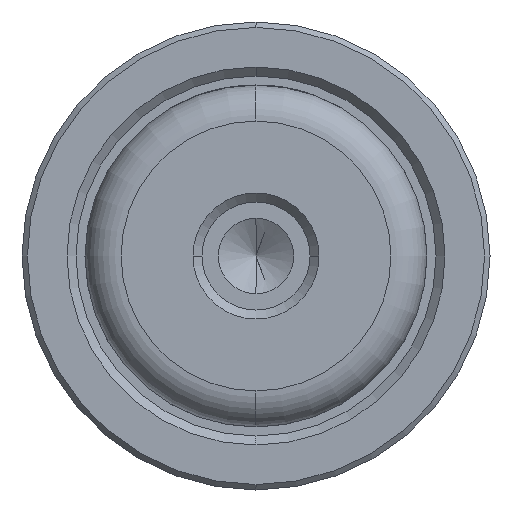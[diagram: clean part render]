
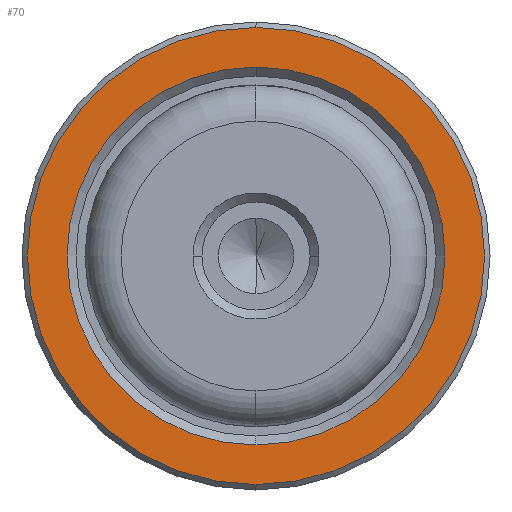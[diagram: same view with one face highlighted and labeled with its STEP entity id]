
A CAD part, left-side view. The second image highlights one B-rep face of the part: STEP entity #70.
In plain terms, the highlighted planar face has unit normal (-1, 0, 0).
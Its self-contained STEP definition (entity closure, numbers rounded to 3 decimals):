
#70 = ADVANCED_FACE ( 'NONE', ( #2197, #1761 ), #1396, .T. ) ;
#87 = CIRCLE ( 'NONE', #154, 12.7 ) ;
#154 = AXIS2_PLACEMENT_3D ( 'NONE', #1424, #332, #1601 ) ;
#169 = DIRECTION ( 'NONE',  ( -1., 0., 0. ) ) ;
#199 = EDGE_CURVE ( 'NONE', #1427, #2145, #87, .T. ) ;
#232 = CIRCLE ( 'NONE', #590, 12.7 ) ;
#332 = DIRECTION ( 'NONE',  ( -1., 0., 0. ) ) ;
#338 = CARTESIAN_POINT ( 'NONE',  ( 20., 0., -12.7 ) ) ;
#398 = AXIS2_PLACEMENT_3D ( 'NONE', #869, #2151, #1060 ) ;
#401 = ORIENTED_EDGE ( 'NONE', *, *, #1478, .T. ) ;
#476 = DIRECTION ( 'NONE',  ( -1., 0., 0. ) ) ;
#489 = DIRECTION ( 'NONE',  ( 1., 0., 0. ) ) ;
#520 = AXIS2_PLACEMENT_3D ( 'NONE', #1587, #489, #1765 ) ;
#590 = AXIS2_PLACEMENT_3D ( 'NONE', #1264, #169, #1447 ) ;
#601 = EDGE_LOOP ( 'NONE', ( #1159, #401 ) ) ;
#611 = VERTEX_POINT ( 'NONE', #1877 ) ;
#869 = CARTESIAN_POINT ( 'NONE',  ( 20., 0., 0. ) ) ;
#897 = ORIENTED_EDGE ( 'NONE', *, *, #1166, .T. ) ;
#1060 = DIRECTION ( 'NONE',  ( 0., 0., -1. ) ) ;
#1112 = VERTEX_POINT ( 'NONE', #1713 ) ;
#1159 = ORIENTED_EDGE ( 'NONE', *, *, #199, .T. ) ;
#1166 = EDGE_CURVE ( 'NONE', #1112, #611, #1647, .T. ) ;
#1218 = EDGE_CURVE ( 'NONE', #611, #1112, #2022, .T. ) ;
#1264 = CARTESIAN_POINT ( 'NONE',  ( 20., 0., 0. ) ) ;
#1396 = PLANE ( 'NONE',  #2282 ) ;
#1424 = CARTESIAN_POINT ( 'NONE',  ( 20., 0., 0. ) ) ;
#1427 = VERTEX_POINT ( 'NONE', #338 ) ;
#1447 = DIRECTION ( 'NONE',  ( 0., 0., 1. ) ) ;
#1450 = ORIENTED_EDGE ( 'NONE', *, *, #1218, .T. ) ;
#1478 = EDGE_CURVE ( 'NONE', #2145, #1427, #232, .T. ) ;
#1587 = CARTESIAN_POINT ( 'NONE',  ( 20., 0., 0. ) ) ;
#1601 = DIRECTION ( 'NONE',  ( 0., 0., 1. ) ) ;
#1612 = EDGE_LOOP ( 'NONE', ( #897, #1450 ) ) ;
#1647 = CIRCLE ( 'NONE', #520, 10.5 ) ;
#1713 = CARTESIAN_POINT ( 'NONE',  ( 20., 0., 10.5 ) ) ;
#1751 = DIRECTION ( 'NONE',  ( 0., 0., 1. ) ) ;
#1761 = FACE_BOUND ( 'NONE', #1612, .T. ) ;
#1765 = DIRECTION ( 'NONE',  ( 0., 0., -1. ) ) ;
#1877 = CARTESIAN_POINT ( 'NONE',  ( 20., 0., -10.5 ) ) ;
#2022 = CIRCLE ( 'NONE', #398, 10.5 ) ;
#2063 = CARTESIAN_POINT ( 'NONE',  ( 20., 0., 12.7 ) ) ;
#2145 = VERTEX_POINT ( 'NONE', #2063 ) ;
#2151 = DIRECTION ( 'NONE',  ( 1., 0., 0. ) ) ;
#2197 = FACE_OUTER_BOUND ( 'NONE', #601, .T. ) ;
#2282 = AXIS2_PLACEMENT_3D ( 'NONE', #2303, #476, #1751 ) ;
#2303 = CARTESIAN_POINT ( 'NONE',  ( 20., -9.5, 0. ) ) ;
